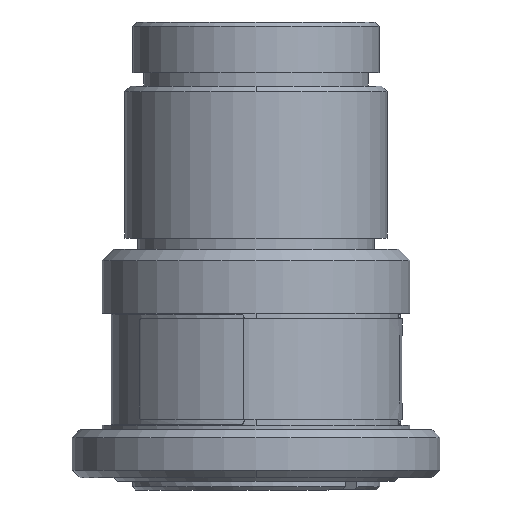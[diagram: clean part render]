
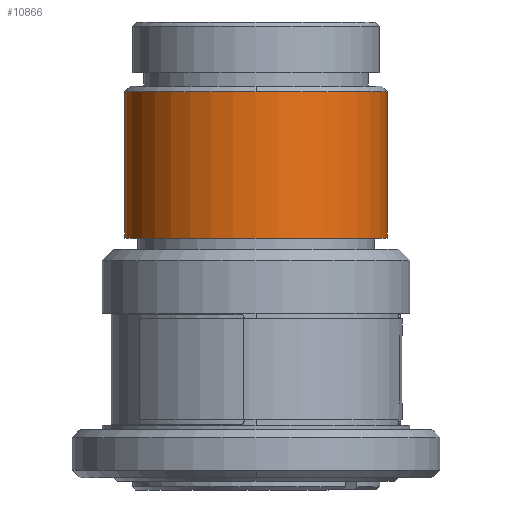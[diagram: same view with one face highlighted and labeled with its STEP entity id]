
A CAD part, front view. The second image highlights one B-rep face of the part: STEP entity #10866.
In plain terms, the highlighted cylindrical face has radius 11.7 mm (diameter 23.4 mm), a partial arc.
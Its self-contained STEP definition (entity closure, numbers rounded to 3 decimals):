
#564 = CARTESIAN_POINT ( 'NONE',  ( 0., 0., 35.441 ) ) ;
#1368 = ORIENTED_EDGE ( 'NONE', *, *, #2129, .T. ) ;
#1448 = DIRECTION ( 'NONE',  ( 0., 0., 1. ) ) ;
#1633 = CIRCLE ( 'NONE', #9058, 11.7 ) ;
#1698 = ORIENTED_EDGE ( 'NONE', *, *, #10477, .T. ) ;
#1765 = LINE ( 'NONE', #7193, #9070 ) ;
#1851 = VERTEX_POINT ( 'NONE', #5022 ) ;
#2064 = DIRECTION ( 'NONE',  ( 1., 0., 0. ) ) ;
#2078 = AXIS2_PLACEMENT_3D ( 'NONE', #10526, #9378, #9614 ) ;
#2129 = EDGE_CURVE ( 'NONE', #11568, #1851, #10557, .T. ) ;
#2519 = ORIENTED_EDGE ( 'NONE', *, *, #5698, .F. ) ;
#3001 = EDGE_CURVE ( 'NONE', #3477, #8636, #8220, .T. ) ;
#3362 = DIRECTION ( 'NONE',  ( 0., 0., 1. ) ) ;
#3477 = VERTEX_POINT ( 'NONE', #9741 ) ;
#3660 = CARTESIAN_POINT ( 'NONE',  ( 11.7, 0., 39.419 ) ) ;
#4268 = DIRECTION ( 'NONE',  ( 1., 0., 0. ) ) ;
#4683 = DIRECTION ( 'NONE',  ( 0., 0., 1. ) ) ;
#5022 = CARTESIAN_POINT ( 'NONE',  ( -11.7, 0., 35.441 ) ) ;
#5126 = DIRECTION ( 'NONE',  ( 0., 0., -1. ) ) ;
#5178 = DIRECTION ( 'NONE',  ( 1., 0., 0. ) ) ;
#5185 = ORIENTED_EDGE ( 'NONE', *, *, #9140, .T. ) ;
#5698 = EDGE_CURVE ( 'NONE', #6319, #1851, #1765, .T. ) ;
#5718 = DIRECTION ( 'NONE',  ( 0., 0., -1. ) ) ;
#5727 = FACE_OUTER_BOUND ( 'NONE', #9947, .T. ) ;
#5972 = AXIS2_PLACEMENT_3D ( 'NONE', #9316, #5718, #2064 ) ;
#6319 = VERTEX_POINT ( 'NONE', #6614 ) ;
#6614 = CARTESIAN_POINT ( 'NONE',  ( -11.7, 0., 22.421 ) ) ;
#6827 = CYLINDRICAL_SURFACE ( 'NONE', #2078, 11.7 ) ;
#6876 = AXIS2_PLACEMENT_3D ( 'NONE', #564, #5126, #4268 ) ;
#6880 = VECTOR ( 'NONE', #4683, 1000. ) ;
#7193 = CARTESIAN_POINT ( 'NONE',  ( -11.7, 0., 39.419 ) ) ;
#7324 = CIRCLE ( 'NONE', #5972, 11.7 ) ;
#8220 = LINE ( 'NONE', #3660, #6880 ) ;
#8636 = VERTEX_POINT ( 'NONE', #9282 ) ;
#8710 = CARTESIAN_POINT ( 'NONE',  ( 0., 0., 22.421 ) ) ;
#8842 = CARTESIAN_POINT ( 'NONE',  ( 0., -11.7, 35.441 ) ) ;
#9058 = AXIS2_PLACEMENT_3D ( 'NONE', #8710, #1448, #5178 ) ;
#9070 = VECTOR ( 'NONE', #3362, 1000. ) ;
#9140 = EDGE_CURVE ( 'NONE', #6319, #3477, #1633, .T. ) ;
#9282 = CARTESIAN_POINT ( 'NONE',  ( 11.7, 0., 35.441 ) ) ;
#9316 = CARTESIAN_POINT ( 'NONE',  ( 0., 0., 35.441 ) ) ;
#9378 = DIRECTION ( 'NONE',  ( 0., 0., 1. ) ) ;
#9614 = DIRECTION ( 'NONE',  ( 1., 0., 0. ) ) ;
#9741 = CARTESIAN_POINT ( 'NONE',  ( 11.7, 0., 22.421 ) ) ;
#9947 = EDGE_LOOP ( 'NONE', ( #2519, #5185, #11427, #1698, #1368 ) ) ;
#10477 = EDGE_CURVE ( 'NONE', #8636, #11568, #7324, .T. ) ;
#10526 = CARTESIAN_POINT ( 'NONE',  ( 0., 0., 39.419 ) ) ;
#10557 = CIRCLE ( 'NONE', #6876, 11.7 ) ;
#10866 = ADVANCED_FACE ( 'NONE', ( #5727 ), #6827, .T. ) ;
#11427 = ORIENTED_EDGE ( 'NONE', *, *, #3001, .T. ) ;
#11568 = VERTEX_POINT ( 'NONE', #8842 ) ;
